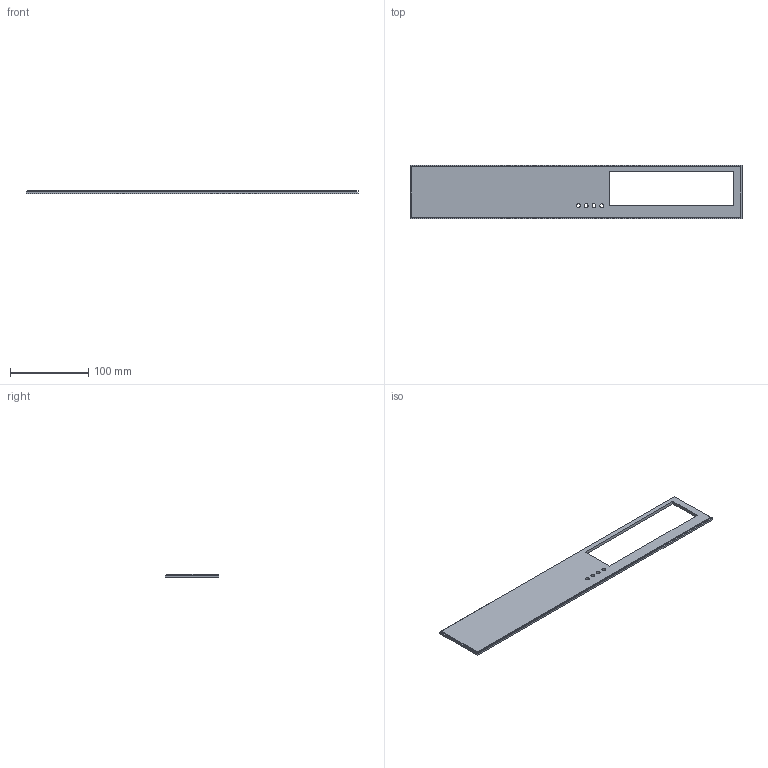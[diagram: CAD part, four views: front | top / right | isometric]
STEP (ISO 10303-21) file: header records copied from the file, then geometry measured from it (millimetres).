
FILE_DESCRIPTION(('STEP AP214'),'1');
FILE_NAME('PC PLAQUE AVANT.stp','2020-10-31T16:31:11',(' '),(' '),'Spatial InterOp 3D',' ',' ');
FILE_SCHEMA(('AUTOMOTIVE_DESIGN { 1 0 10303 214 1 1 1 1 }'));
Length unit declared in the file: metre
Products named in the file (1): Corps
Bounding box: 425 x 68 x 4 mm (x, y, z)
Volume: 85096.8 mm3; surface area: 49452.2 mm2
Topology: 1 solids, 2 shells, 24 faces, 66 edges, 46 vertices
Faces by surface type: plane 16, cylinder 8
Entity records: 831 total; most frequent: CARTESIAN_POINT 138, DIRECTION 136, ORIENTED_EDGE 128, EDGE_CURVE 66, LINE 48, VECTOR 48, VERTEX_POINT 46, AXIS2_PLACEMENT_3D 44
